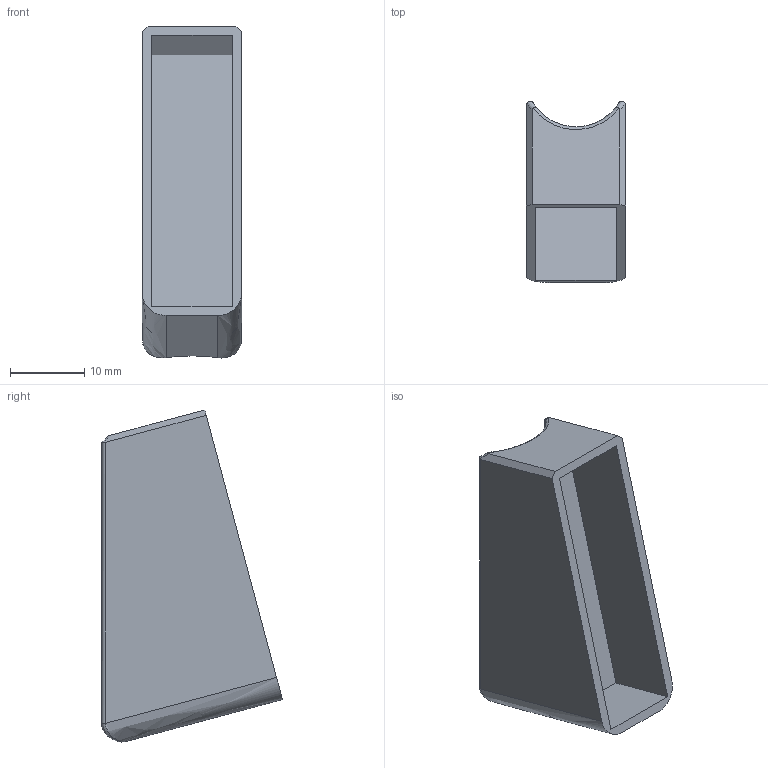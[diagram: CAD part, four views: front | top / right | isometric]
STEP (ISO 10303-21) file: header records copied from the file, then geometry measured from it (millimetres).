
FILE_DESCRIPTION(/* description */ (''),/* implementation_level */ '2;1');
FILE_NAME(/* name */ 'FOLLOWER[2.0].step',/* time_stamp */ '2021-10-27T15:26:20-06:00',/* author */ (''),/* organization */ (''),/* preprocessor_version */ 'ST-DEVELOPER v18.1',/* originating_system */ 'Autodesk Translation Framework v10.9.0.1377',/* authorisation */ '');
FILE_SCHEMA (('AUTOMOTIVE_DESIGN { 1 0 10303 214 3 1 1 }'));
Length unit declared in the file: inch
Products named in the file (1): FusionComponent
Bounding box: 13.31 x 24.29 x 44.58 mm (x, y, z)
Volume: 5151.1 mm3; surface area: 4110.3 mm2
Topology: 1 solids, 1 shells, 23 faces, 56 edges, 36 vertices
Faces by surface type: plane 12, bspline 8, cylinder 3
Entity records: 1047 total; most frequent: CARTESIAN_POINT 500, ORIENTED_EDGE 112, DIRECTION 94, EDGE_CURVE 56, VERTEX_POINT 36, AXIS2_PLACEMENT_3D 32, LINE 30, VECTOR 30
